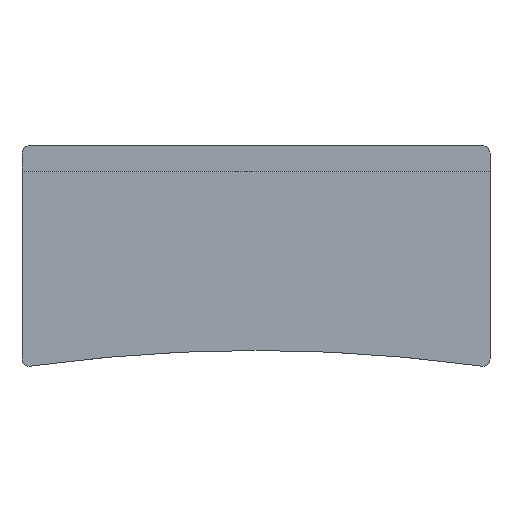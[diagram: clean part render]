
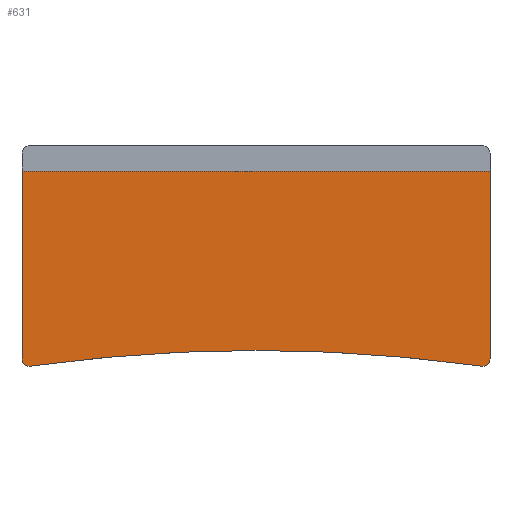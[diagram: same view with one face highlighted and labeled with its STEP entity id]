
A CAD part, front view. The second image highlights one B-rep face of the part: STEP entity #631.
In plain terms, the highlighted planar face has unit normal (0, -1, 0).
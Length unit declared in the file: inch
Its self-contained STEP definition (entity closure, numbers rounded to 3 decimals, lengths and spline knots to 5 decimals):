
#128 = EDGE_CURVE ( 'NONE', #24520, #25648, #19582, .T. ) ;
#631 = ADVANCED_FACE ( 'NONE', ( #5202 ), #18376, .T. ) ;
#802 = ORIENTED_EDGE ( 'NONE', *, *, #4407, .T. ) ;
#1661 = VERTEX_POINT ( 'NONE', #13901 ) ;
#1842 = DIRECTION ( 'NONE',  ( 0., 0., -1. ) ) ;
#2008 = CARTESIAN_POINT ( 'NONE',  ( -1.18548, -0.15772, -1.15895 ) ) ;
#2042 = LINE ( 'NONE', #13153, #19550 ) ;
#2469 = EDGE_LOOP ( 'NONE', ( #5439, #18976, #16397, #23736, #802, #6570, #23756 ) ) ;
#2540 = DIRECTION ( 'NONE',  ( 0., -1., 0. ) ) ;
#4407 = EDGE_CURVE ( 'NONE', #1661, #10571, #27274, .T. ) ;
#4645 = DIRECTION ( 'NONE',  ( 0., -1., 0. ) ) ;
#4737 = DIRECTION ( 'NONE',  ( 0., 0., -1. ) ) ;
#5067 = CIRCLE ( 'NONE', #6375, 8.54331 ) ;
#5202 = FACE_OUTER_BOUND ( 'NONE', #2469, .T. ) ;
#5439 = ORIENTED_EDGE ( 'NONE', *, *, #11979, .F. ) ;
#6375 = AXIS2_PLACEMENT_3D ( 'NONE', #28689, #17144, #1842 ) ;
#6570 = ORIENTED_EDGE ( 'NONE', *, *, #18354, .F. ) ;
#6866 = CARTESIAN_POINT ( 'NONE',  ( -1.23031, -0.15772, -0.13386 ) ) ;
#8037 = VECTOR ( 'NONE', #24494, 39.37008 ) ;
#9339 = CARTESIAN_POINT ( 'NONE',  ( 0., -0.15772, -9.61961 ) ) ;
#9789 = EDGE_CURVE ( 'NONE', #10639, #20965, #5067, .T. ) ;
#10338 = CARTESIAN_POINT ( 'NONE',  ( -1.23031, -0.15772, -0.13386 ) ) ;
#10571 = VERTEX_POINT ( 'NONE', #15529 ) ;
#10639 = VERTEX_POINT ( 'NONE', #18004 ) ;
#10910 = DIRECTION ( 'NONE',  ( 0., -1., 0. ) ) ;
#11979 = EDGE_CURVE ( 'NONE', #25570, #24520, #2042, .T. ) ;
#12327 = LINE ( 'NONE', #22703, #19403 ) ;
#13153 = CARTESIAN_POINT ( 'NONE',  ( -1.23031, -0.15772, -1.16535 ) ) ;
#13712 = DIRECTION ( 'NONE',  ( 0., 0., -1. ) ) ;
#13901 = CARTESIAN_POINT ( 'NONE',  ( 1.18548, -0.15772, -1.15895 ) ) ;
#14032 = CARTESIAN_POINT ( 'NONE',  ( 1.19094, -0.15772, -1.11996 ) ) ;
#15008 = CARTESIAN_POINT ( 'NONE',  ( 0., -0.15772, -9.61961 ) ) ;
#15529 = CARTESIAN_POINT ( 'NONE',  ( 1.23031, -0.15772, -1.11996 ) ) ;
#16302 = DIRECTION ( 'NONE',  ( 0., 0., -1. ) ) ;
#16397 = ORIENTED_EDGE ( 'NONE', *, *, #9789, .F. ) ;
#17144 = DIRECTION ( 'NONE',  ( 0., -1., 0. ) ) ;
#17281 = DIRECTION ( 'NONE',  ( 0., 0., -1. ) ) ;
#18004 = CARTESIAN_POINT ( 'NONE',  ( 0., -0.15772, -1.0763 ) ) ;
#18270 = AXIS2_PLACEMENT_3D ( 'NONE', #9339, #2540, #18467 ) ;
#18354 = EDGE_CURVE ( 'NONE', #25648, #10571, #12327, .T. ) ;
#18376 = PLANE ( 'NONE',  #18270 ) ;
#18467 = DIRECTION ( 'NONE',  ( 0., 0., -1. ) ) ;
#18976 = ORIENTED_EDGE ( 'NONE', *, *, #28573, .T. ) ;
#19403 = VECTOR ( 'NONE', #13712, 39.37008 ) ;
#19550 = VECTOR ( 'NONE', #19570, 39.37008 ) ;
#19570 = DIRECTION ( 'NONE',  ( 0., 0., 1. ) ) ;
#19582 = LINE ( 'NONE', #10338, #8037 ) ;
#20868 = DIRECTION ( 'NONE',  ( 0., -1., 0. ) ) ;
#20965 = VERTEX_POINT ( 'NONE', #2008 ) ;
#21817 = CARTESIAN_POINT ( 'NONE',  ( 1.23031, -0.15772, -0.13386 ) ) ;
#22703 = CARTESIAN_POINT ( 'NONE',  ( 1.23031, -0.15772, 0. ) ) ;
#22711 = CIRCLE ( 'NONE', #28932, 0.03937 ) ;
#23066 = AXIS2_PLACEMENT_3D ( 'NONE', #15008, #10910, #17281 ) ;
#23736 = ORIENTED_EDGE ( 'NONE', *, *, #27356, .F. ) ;
#23756 = ORIENTED_EDGE ( 'NONE', *, *, #128, .F. ) ;
#24494 = DIRECTION ( 'NONE',  ( 1., 0., 0. ) ) ;
#24520 = VERTEX_POINT ( 'NONE', #6866 ) ;
#25570 = VERTEX_POINT ( 'NONE', #27848 ) ;
#25648 = VERTEX_POINT ( 'NONE', #21817 ) ;
#27006 = CARTESIAN_POINT ( 'NONE',  ( -1.19094, -0.15772, -1.11996 ) ) ;
#27274 = CIRCLE ( 'NONE', #28073, 0.03937 ) ;
#27356 = EDGE_CURVE ( 'NONE', #1661, #10639, #27972, .T. ) ;
#27848 = CARTESIAN_POINT ( 'NONE',  ( -1.23031, -0.15772, -1.11996 ) ) ;
#27972 = CIRCLE ( 'NONE', #23066, 8.54331 ) ;
#28073 = AXIS2_PLACEMENT_3D ( 'NONE', #14032, #20868, #16302 ) ;
#28573 = EDGE_CURVE ( 'NONE', #25570, #20965, #22711, .T. ) ;
#28689 = CARTESIAN_POINT ( 'NONE',  ( 0., -0.15772, -9.61961 ) ) ;
#28932 = AXIS2_PLACEMENT_3D ( 'NONE', #27006, #4645, #4737 ) ;
